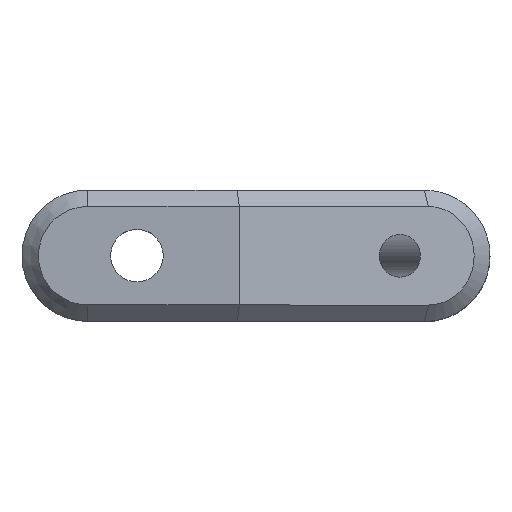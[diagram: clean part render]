
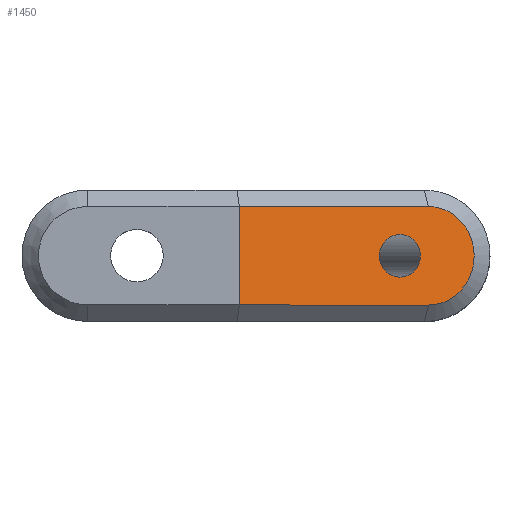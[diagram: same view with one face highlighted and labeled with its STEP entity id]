
A CAD part, top view. The second image highlights one B-rep face of the part: STEP entity #1450.
In plain terms, the highlighted planar face has unit normal (0.259, 0, 0.966).
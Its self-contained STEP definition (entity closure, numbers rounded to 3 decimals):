
#215 = PLANE('',#216);
#216 = AXIS2_PLACEMENT_3D('',#217,#218,#219);
#217 = CARTESIAN_POINT('',(-1.397,-3.5,20.517));
#218 = DIRECTION('',(0.183,-0.707,0.683));
#219 = DIRECTION('',(0.966,0.,-0.259)
  );
#808 = PLANE('',#809);
#809 = AXIS2_PLACEMENT_3D('',#810,#811,#812);
#810 = CARTESIAN_POINT('',(9.871,3.5,17.498));
#811 = DIRECTION('',(0.183,0.707,0.683));
#812 = DIRECTION('',(-0.966,0.,0.259)
  );
#921 = B_SPLINE_SURFACE_WITH_KNOTS('',1,12,(
    (#922,#923,#924,#925,#926,#927,#928,#929,#930,#931,#932,#933,#934)
    ,(#935,#936,#937,#938,#939,#940,#941,#942,#943,#944,#945,#946,#947
  )),.UNSPECIFIED.,.F.,.F.,.F.,(2,2),(13,13),(0.,12.253),(
    11.934,24.186),.PIECEWISE_BEZIER_KNOTS.);
#922 = CARTESIAN_POINT('',(10.,-4.,16.945));
#923 = CARTESIAN_POINT('',(11.002,-4.,16.677));
#924 = CARTESIAN_POINT('',(11.989,-3.727,
    16.413));
#925 = CARTESIAN_POINT('',(12.911,-3.187,
    16.165));
#926 = CARTESIAN_POINT('',(13.697,-2.415,
    15.965));
#927 = CARTESIAN_POINT('',(14.387,-1.315,
    15.787));
#928 = CARTESIAN_POINT('',(14.554,0.,
    15.841));
#929 = CARTESIAN_POINT('',(14.387,1.315,
    15.787));
#930 = CARTESIAN_POINT('',(13.697,2.415,15.965
    ));
#931 = CARTESIAN_POINT('',(12.911,3.187,
    16.165));
#932 = CARTESIAN_POINT('',(11.989,3.727,16.413
    ));
#933 = CARTESIAN_POINT('',(11.002,4.,16.677));
#934 = CARTESIAN_POINT('',(10.,4.,16.945));
#935 = CARTESIAN_POINT('',(10.254,-3.,
    17.913));
#936 = CARTESIAN_POINT('',(10.997,-2.996,17.714)
  );
#937 = CARTESIAN_POINT('',(11.719,-2.768,
    17.52));
#938 = CARTESIAN_POINT('',(12.368,-2.324,
    17.346));
#939 = CARTESIAN_POINT('',(12.894,-1.69,
    17.205));
#940 = CARTESIAN_POINT('',(13.254,-0.891,
    17.109));
#941 = CARTESIAN_POINT('',(13.371,0.,
    17.077));
#942 = CARTESIAN_POINT('',(13.254,0.891,17.109
    ));
#943 = CARTESIAN_POINT('',(12.894,1.69,
    17.205));
#944 = CARTESIAN_POINT('',(12.368,2.324,
    17.346));
#945 = CARTESIAN_POINT('',(11.719,2.768,
    17.52));
#946 = CARTESIAN_POINT('',(10.997,2.996,
    17.714));
#947 = CARTESIAN_POINT('',(10.254,3.,17.913
    ));
#959 = VERTEX_POINT('',#960);
#960 = CARTESIAN_POINT('',(-1.268,-3.,21.));
#983 = VERTEX_POINT('',#984);
#984 = CARTESIAN_POINT('',(10.259,-3.,17.911));
#1003 = EDGE_CURVE('',#959,#983,#1004,.T.);
#1004 = SURFACE_CURVE('',#1005,(#1009,#1016),.PCURVE_S1.);
#1005 = LINE('',#1006,#1007);
#1006 = CARTESIAN_POINT('',(-1.268,-3.,21.));
#1007 = VECTOR('',#1008,1.);
#1008 = DIRECTION('',(0.966,0.,-0.259));
#1009 = PCURVE('',#215,#1010);
#1010 = DEFINITIONAL_REPRESENTATION('',(#1011),#1015);
#1011 = LINE('',#1012,#1013);
#1012 = CARTESIAN_POINT('',(0.,0.707));
#1013 = VECTOR('',#1014,1.);
#1014 = DIRECTION('',(1.,0.));
#1015 = ( GEOMETRIC_REPRESENTATION_CONTEXT(2) 
PARAMETRIC_REPRESENTATION_CONTEXT() REPRESENTATION_CONTEXT('2D SPACE',''
  ) );
#1016 = PCURVE('',#1017,#1022);
#1017 = PLANE('',#1018);
#1018 = AXIS2_PLACEMENT_3D('',#1019,#1020,#1021);
#1019 = CARTESIAN_POINT('',(-5.,-5.,22.));
#1020 = DIRECTION('',(0.259,0.,0.966));
#1021 = DIRECTION('',(0.966,0.,-0.259));
#1022 = DEFINITIONAL_REPRESENTATION('',(#1023),#1027);
#1023 = LINE('',#1024,#1025);
#1024 = CARTESIAN_POINT('',(3.864,2.));
#1025 = VECTOR('',#1026,1.);
#1026 = DIRECTION('',(1.,0.));
#1027 = ( GEOMETRIC_REPRESENTATION_CONTEXT(2) 
PARAMETRIC_REPRESENTATION_CONTEXT() REPRESENTATION_CONTEXT('2D SPACE',''
  ) );
#1074 = PLANE('',#1075);
#1075 = AXIS2_PLACEMENT_3D('',#1076,#1077,#1078);
#1076 = CARTESIAN_POINT('',(-0.135,0.,21.));
#1077 = DIRECTION('',(0.,0.,1.));
#1078 = DIRECTION('',(0.,1.,0.));
#1293 = VERTEX_POINT('',#1294);
#1294 = CARTESIAN_POINT('',(10.254,3.,
    17.913));
#1314 = VERTEX_POINT('',#1315);
#1315 = CARTESIAN_POINT('',(-1.268,3.,21.));
#1336 = EDGE_CURVE('',#1293,#1314,#1337,.T.);
#1337 = SURFACE_CURVE('',#1338,(#1342,#1349),.PCURVE_S1.);
#1338 = LINE('',#1339,#1340);
#1339 = CARTESIAN_POINT('',(10.,3.,17.981));
#1340 = VECTOR('',#1341,1.);
#1341 = DIRECTION('',(-0.966,0.,0.259));
#1342 = PCURVE('',#808,#1343);
#1343 = DEFINITIONAL_REPRESENTATION('',(#1344),#1348);
#1344 = LINE('',#1345,#1346);
#1345 = CARTESIAN_POINT('',(0.,0.707));
#1346 = VECTOR('',#1347,1.);
#1347 = DIRECTION('',(1.,0.));
#1348 = ( GEOMETRIC_REPRESENTATION_CONTEXT(2) 
PARAMETRIC_REPRESENTATION_CONTEXT() REPRESENTATION_CONTEXT('2D SPACE',''
  ) );
#1349 = PCURVE('',#1017,#1350);
#1350 = DEFINITIONAL_REPRESENTATION('',(#1351),#1355);
#1351 = LINE('',#1352,#1353);
#1352 = CARTESIAN_POINT('',(15.529,8.));
#1353 = VECTOR('',#1354,1.);
#1354 = DIRECTION('',(-1.,0.));
#1355 = ( GEOMETRIC_REPRESENTATION_CONTEXT(2) 
PARAMETRIC_REPRESENTATION_CONTEXT() REPRESENTATION_CONTEXT('2D SPACE',''
  ) );
#1408 = EDGE_CURVE('',#983,#1293,#1409,.T.);
#1409 = SURFACE_CURVE('',#1410,(#1424,#1431),.PCURVE_S1.);
#1410 = B_SPLINE_CURVE_WITH_KNOTS('',12,(#1411,#1412,#1413,#1414,#1415,
    #1416,#1417,#1418,#1419,#1420,#1421,#1422,#1423),.UNSPECIFIED.,.F.,
  .F.,(13,13),(11.934,24.186),
  .PIECEWISE_BEZIER_KNOTS.);
#1411 = CARTESIAN_POINT('',(10.254,-3.,
    17.913));
#1412 = CARTESIAN_POINT('',(10.997,-2.996,17.714
    ));
#1413 = CARTESIAN_POINT('',(11.719,-2.768,
    17.52));
#1414 = CARTESIAN_POINT('',(12.368,-2.324,
    17.346));
#1415 = CARTESIAN_POINT('',(12.894,-1.69,
    17.205));
#1416 = CARTESIAN_POINT('',(13.254,-0.891,
    17.109));
#1417 = CARTESIAN_POINT('',(13.371,0.,
    17.077));
#1418 = CARTESIAN_POINT('',(13.254,0.891,
    17.109));
#1419 = CARTESIAN_POINT('',(12.894,1.69,
    17.205));
#1420 = CARTESIAN_POINT('',(12.368,2.324,
    17.346));
#1421 = CARTESIAN_POINT('',(11.719,2.768,
    17.52));
#1422 = CARTESIAN_POINT('',(10.997,2.996,
    17.714));
#1423 = CARTESIAN_POINT('',(10.254,3.,
    17.913));
#1424 = PCURVE('',#921,#1425);
#1425 = DEFINITIONAL_REPRESENTATION('',(#1426),#1430);
#1426 = LINE('',#1427,#1428);
#1427 = CARTESIAN_POINT('',(12.253,0.));
#1428 = VECTOR('',#1429,1.);
#1429 = DIRECTION('',(0.,1.));
#1430 = ( GEOMETRIC_REPRESENTATION_CONTEXT(2) 
PARAMETRIC_REPRESENTATION_CONTEXT() REPRESENTATION_CONTEXT('2D SPACE',''
  ) );
#1431 = PCURVE('',#1017,#1432);
#1432 = DEFINITIONAL_REPRESENTATION('',(#1433),#1447);
#1433 = B_SPLINE_CURVE_WITH_KNOTS('',12,(#1434,#1435,#1436,#1437,#1438,
    #1439,#1440,#1441,#1442,#1443,#1444,#1445,#1446),.UNSPECIFIED.,.F.,
  .F.,(13,13),(11.934,24.186),
  .PIECEWISE_BEZIER_KNOTS.);
#1434 = CARTESIAN_POINT('',(15.792,2.));
#1435 = CARTESIAN_POINT('',(16.561,2.004));
#1436 = CARTESIAN_POINT('',(17.309,2.232));
#1437 = CARTESIAN_POINT('',(17.981,2.676));
#1438 = CARTESIAN_POINT('',(18.525,3.31));
#1439 = CARTESIAN_POINT('',(18.898,4.109));
#1440 = CARTESIAN_POINT('',(19.019,5.));
#1441 = CARTESIAN_POINT('',(18.898,5.891));
#1442 = CARTESIAN_POINT('',(18.525,6.69));
#1443 = CARTESIAN_POINT('',(17.981,7.324));
#1444 = CARTESIAN_POINT('',(17.309,7.768));
#1445 = CARTESIAN_POINT('',(16.561,7.996));
#1446 = CARTESIAN_POINT('',(15.792,8.));
#1447 = ( GEOMETRIC_REPRESENTATION_CONTEXT(2) 
PARAMETRIC_REPRESENTATION_CONTEXT() REPRESENTATION_CONTEXT('2D SPACE',''
  ) );
#1450 = ADVANCED_FACE('',(#1451,#1475),#1017,.T.);
#1451 = FACE_BOUND('',#1452,.T.);
#1452 = EDGE_LOOP('',(#1453,#1472,#1473,#1474));
#1453 = ORIENTED_EDGE('',*,*,#1454,.F.);
#1454 = EDGE_CURVE('',#959,#1314,#1455,.T.);
#1455 = SURFACE_CURVE('',#1456,(#1460,#1466),.PCURVE_S1.);
#1456 = LINE('',#1457,#1458);
#1457 = CARTESIAN_POINT('',(-1.268,-2.5,21.));
#1458 = VECTOR('',#1459,1.);
#1459 = DIRECTION('',(0.,1.,0.));
#1460 = PCURVE('',#1017,#1461);
#1461 = DEFINITIONAL_REPRESENTATION('',(#1462),#1465);
#1462 = B_SPLINE_CURVE_WITH_KNOTS('',1,(#1463,#1464),.UNSPECIFIED.,.F.,
  .F.,(2,2),(-2.3,7.3),.PIECEWISE_BEZIER_KNOTS.);
#1463 = CARTESIAN_POINT('',(3.864,0.2));
#1464 = CARTESIAN_POINT('',(3.864,9.8));
#1465 = ( GEOMETRIC_REPRESENTATION_CONTEXT(2) 
PARAMETRIC_REPRESENTATION_CONTEXT() REPRESENTATION_CONTEXT('2D SPACE',''
  ) );
#1466 = PCURVE('',#1074,#1467);
#1467 = DEFINITIONAL_REPRESENTATION('',(#1468),#1471);
#1468 = B_SPLINE_CURVE_WITH_KNOTS('',1,(#1469,#1470),.UNSPECIFIED.,.F.,
  .F.,(2,2),(-2.3,7.3),.PIECEWISE_BEZIER_KNOTS.);
#1469 = CARTESIAN_POINT('',(-4.8,1.133));
#1470 = CARTESIAN_POINT('',(4.8,1.133));
#1471 = ( GEOMETRIC_REPRESENTATION_CONTEXT(2) 
PARAMETRIC_REPRESENTATION_CONTEXT() REPRESENTATION_CONTEXT('2D SPACE',''
  ) );
#1472 = ORIENTED_EDGE('',*,*,#1003,.T.);
#1473 = ORIENTED_EDGE('',*,*,#1408,.T.);
#1474 = ORIENTED_EDGE('',*,*,#1336,.T.);
#1475 = FACE_BOUND('',#1476,.T.);
#1476 = EDGE_LOOP('',(#1477));
#1477 = ORIENTED_EDGE('',*,*,#1478,.F.);
#1478 = EDGE_CURVE('',#1479,#1479,#1481,.T.);
#1479 = VERTEX_POINT('',#1480);
#1480 = CARTESIAN_POINT('',(9.769,0.,
    18.043));
#1481 = SURFACE_CURVE('',#1482,(#1487,#1494),.PCURVE_S1.);
#1482 = CIRCLE('',#1483,1.3);
#1483 = AXIS2_PLACEMENT_3D('',#1484,#1485,#1486);
#1484 = CARTESIAN_POINT('',(8.513,0.,18.379));
#1485 = DIRECTION('',(0.259,-0.,0.966));
#1486 = DIRECTION('',(0.966,0.,-0.259));
#1487 = PCURVE('',#1017,#1488);
#1488 = DEFINITIONAL_REPRESENTATION('',(#1489),#1493);
#1489 = CIRCLE('',#1490,1.3);
#1490 = AXIS2_PLACEMENT_2D('',#1491,#1492);
#1491 = CARTESIAN_POINT('',(13.99,5.));
#1492 = DIRECTION('',(1.,0.));
#1493 = ( GEOMETRIC_REPRESENTATION_CONTEXT(2) 
PARAMETRIC_REPRESENTATION_CONTEXT() REPRESENTATION_CONTEXT('2D SPACE',''
  ) );
#1494 = PCURVE('',#1495,#1500);
#1495 = CYLINDRICAL_SURFACE('',#1496,1.3);
#1496 = AXIS2_PLACEMENT_3D('',#1497,#1498,#1499);
#1497 = CARTESIAN_POINT('',(6.,0.,9.));
#1498 = DIRECTION('',(0.259,0.,0.966));
#1499 = DIRECTION('',(0.966,0.,-0.259));
#1500 = DEFINITIONAL_REPRESENTATION('',(#1501),#1505);
#1501 = LINE('',#1502,#1503);
#1502 = CARTESIAN_POINT('',(0.,9.71));
#1503 = VECTOR('',#1504,1.);
#1504 = DIRECTION('',(1.,0.));
#1505 = ( GEOMETRIC_REPRESENTATION_CONTEXT(2) 
PARAMETRIC_REPRESENTATION_CONTEXT() REPRESENTATION_CONTEXT('2D SPACE',''
  ) );
